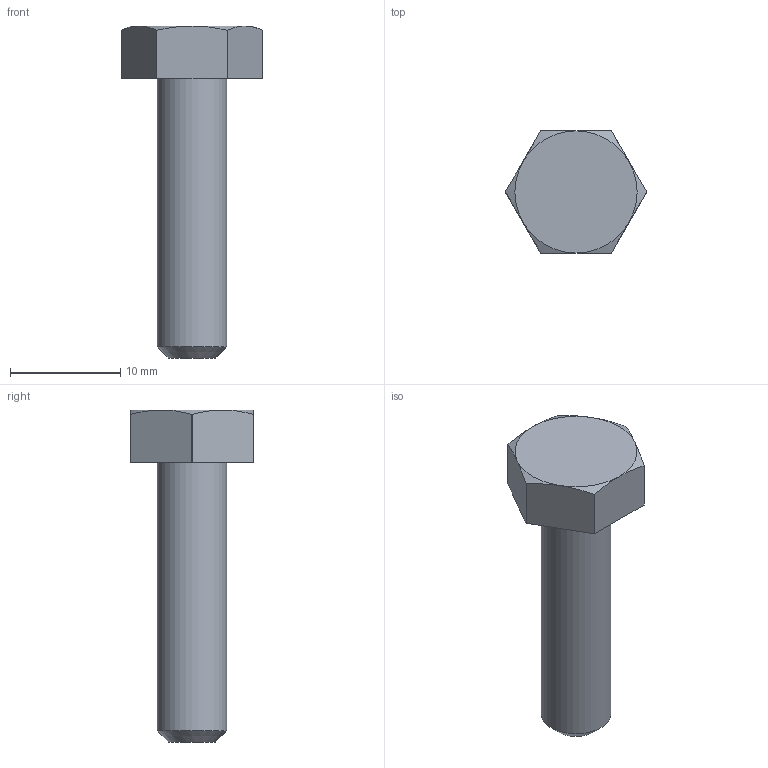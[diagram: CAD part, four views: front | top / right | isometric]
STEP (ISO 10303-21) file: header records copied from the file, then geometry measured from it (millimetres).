
FILE_DESCRIPTION(('FreeCAD Model'),'2;1');
FILE_NAME('ANSI-ASME-B18.2.1_Hex_Head_Cap_Screw_1_4-20x1.stp', '2013-08-05T01:26:41',('FreeCAD'),('FreeCAD'), 'Open CASCADE STEP processor 6.5','FreeCAD','Unknown');
FILE_SCHEMA(('AUTOMOTIVE_DESIGN_CC2 { 1 2 10303 214 -1 1 5 4 }'));
Length unit declared in the file: millimetre
Products named in the file (1): ANSI-ASME-B18.2.1_Hex_Head_Cap_Screw_1/4-20x1
Bounding box: 12.83 x 11.11 x 30.18 mm (x, y, z)
Volume: 1304.9 mm3; surface area: 887.2 mm2
Topology: 1 solids, 1 shells, 25 faces, 58 edges, 36 vertices
Faces by surface type: plane 9, cylinder 8, cone 8
Full cylindrical faces by diameter (mm): 6.35 x1
Entity records: 1521 total; most frequent: CARTESIAN_POINT 394, DIRECTION 200, ORIENTED_EDGE 116, PCURVE 116, DEFINITIONAL_REPRESENTATION 116, AXIS2_PLACEMENT_3D 62, LINE 60, VECTOR 60
